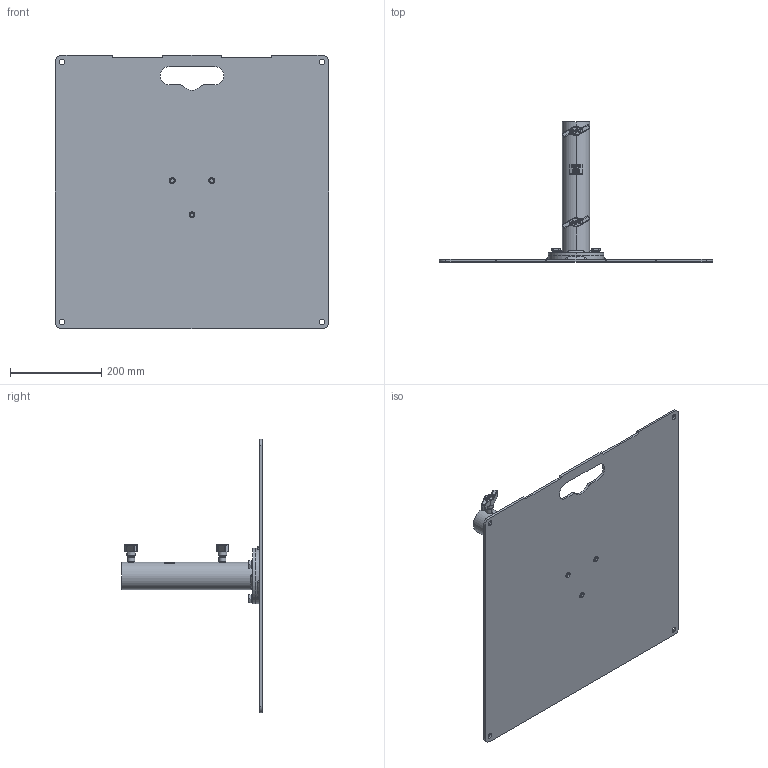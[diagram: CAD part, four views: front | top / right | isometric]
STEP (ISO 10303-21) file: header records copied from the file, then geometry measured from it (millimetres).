
FILE_DESCRIPTION (( 'STEP AP203' ), '1' );
FILE_NAME ('T54264.STEP', '2025-10-16T10:20:56', ( '' ), ( '' ), 'SwSTEP 2.0', 'SolidWorks 2022', '' );
FILE_SCHEMA (( 'CONFIG_CONTROL_DESIGN' ));
Length unit declared in the file: millimetre
Products named in the file (17): TH5121; TH3776 - WELD; Single Coil Rectangular Section Spring Washer_Doughty Fastners_Rectangular section spring washer BS 4464 - 10 (Type B); TH3054 WELD; TH2218; Doughty Knob_S0141; TH3777; TH3791; Hex Screw GradeC_Doughty Fastners_BS EN 24018 - M10 x 20-WS; B Washer_Bright washer BS 4320 - M10 (Form B); T54264; TH5122; T54265 LABEL_CURVED; TH691; TH3054; T54265 LABEL; TH3779
Assembly tree (28 placements, depth 4):
  T54264
    TH5122
      TH5121
      TH3777
      TH3776 - WELD  x3
    TH3054
      TH691
        TH3779
        TH2218  x2
      TH3791
      TH3054 WELD  x3
    Doughty Knob_S0141  x2
    B Washer_Bright washer BS 4320 - M10 (Form B)  x3
    Single Coil Rectangular Section Spring Washer_Doughty Fastners_Rectangular section spring washer BS 4464 - 10 (Type B)  x3
    Hex Screw GradeC_Doughty Fastners_BS EN 24018 - M10 x 20-WS  x3
    T54265 LABEL
    T54265 LABEL_CURVED
Bounding box: 600 x 307 x 600 mm (x, y, z)
Volume: 2198607 mm3; surface area: 897632.1 mm2
Topology: 25 solids, 25 shells, 2316 faces, 6059 edges, 3954 vertices
Faces by surface type: plane 865, bspline 800, cylinder 372, cone 224, torus 55
Entity records: 105947 total; most frequent: CARTESIAN_POINT 62746, ORIENTED_EDGE 10020, DIRECTION 5738, EDGE_CURVE 5010, VERTEX_POINT 3316, B_SPLINE_CURVE_WITH_KNOTS 2200, LINE 2142, VECTOR 2142
